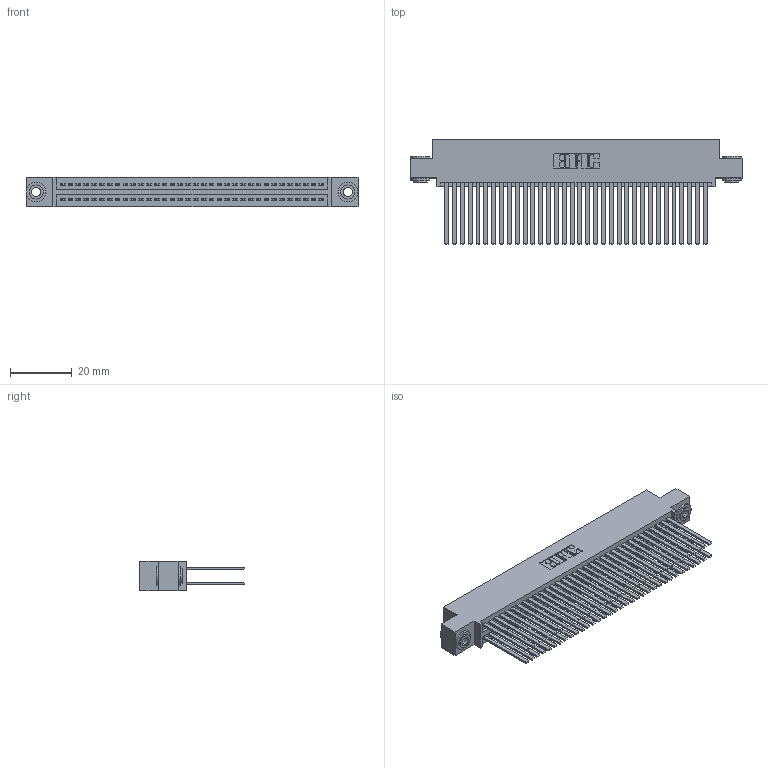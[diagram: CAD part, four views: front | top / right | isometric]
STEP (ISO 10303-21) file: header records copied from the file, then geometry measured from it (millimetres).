
FILE_DESCRIPTION (( 'STEP AP203' ), '1' );
FILE_NAME ('395-068-544-503.STEP', '2018-11-25T18:09:48', ( '' ), ( '' ), 'SwSTEP 2.0', 'SolidWorks 2016', '' );
FILE_SCHEMA (( 'CONFIG_CONTROL_DESIGN' ));
Length unit declared in the file: inch
Products named in the file (4): 345-250-002_345-250-002-102; 345 Part_0.110 Offset - 0.156 Dia-TH; 345-292-001_345-293-144; 395-068-544-503
Assembly tree (71 placements, depth 2):
  395-068-544-503
    345 Part_0.110 Offset - 0.156 Dia-TH
    345-292-001_345-293-144  x68
    345-250-002_345-250-002-102  x2
Bounding box: 107.57 x 33.96 x 9.4 mm (x, y, z)
Volume: 11274.4 mm3; surface area: 19602 mm2
Topology: 71 solids, 71 shells, 3160 faces, 9337 edges, 6130 vertices
Faces by surface type: plane 2066, cylinder 1086, cone 8
Entity records: 28352 total; most frequent: CARTESIAN_POINT 4735, ORIENTED_EDGE 4662, DIRECTION 4213, EDGE_CURVE 2331, VECTOR 2043, LINE 2043, VERTEX_POINT 1550, AXIS2_PLACEMENT_3D 1085
